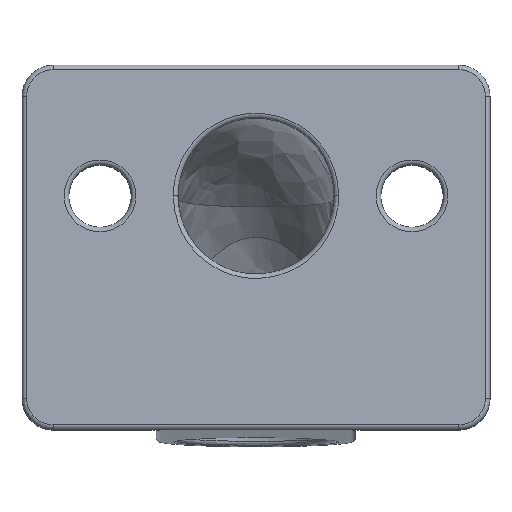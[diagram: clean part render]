
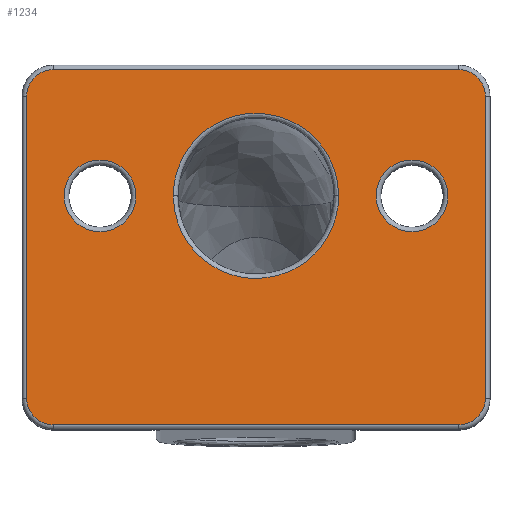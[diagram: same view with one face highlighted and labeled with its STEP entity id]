
A CAD part, left-side view. The second image highlights one B-rep face of the part: STEP entity #1234.
In plain terms, the highlighted face is planar.
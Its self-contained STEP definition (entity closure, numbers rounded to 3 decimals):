
#64=FACE_BOUND('',#270,.T.);
#65=FACE_BOUND('',#271,.T.);
#66=FACE_BOUND('',#272,.T.);
#70=LINE('',#2180,#118);
#71=LINE('',#2184,#119);
#72=LINE('',#2188,#120);
#73=LINE('',#2191,#121);
#118=VECTOR('',#1498,10.);
#119=VECTOR('',#1501,10.);
#120=VECTOR('',#1504,10.);
#121=VECTOR('',#1507,10.);
#166=PLANE('',#1335);
#182=FACE_OUTER_BOUND('',#269,.T.);
#269=EDGE_LOOP('',(#830,#831,#832,#833,#834,#835,#836,#837));
#270=EDGE_LOOP('',(#838));
#271=EDGE_LOOP('',(#839));
#272=EDGE_LOOP('',(#840,#841,#842));
#358=B_SPLINE_CURVE_WITH_KNOTS('',3,(#1881,#1882,#1883,#1884,#1885,#1886,
#1887),.UNSPECIFIED.,.F.,.F.,(4,1,1,1,4),(-1.665,-1.427,
-0.952,-0.476,0.),.UNSPECIFIED.);
#360=B_SPLINE_CURVE_WITH_KNOTS('',3,(#1943,#1944,#1945,#1946,#1947,#1948,
#1949,#1950,#1951),.UNSPECIFIED.,.F.,.F.,(4,1,1,1,1,1,4),(-1.665,
-1.427,-1.189,-0.713,-0.476,
-0.238,0.),.UNSPECIFIED.);
#362=B_SPLINE_CURVE_WITH_KNOTS('',3,(#1983,#1984,#1985,#1986),
 .UNSPECIFIED.,.F.,.F.,(4,4),(0.,0.),
 .UNSPECIFIED.);
#414=CIRCLE('',#1336,1.7);
#415=CIRCLE('',#1337,1.7);
#416=CIRCLE('',#1338,1.7);
#417=CIRCLE('',#1339,1.7);
#418=CIRCLE('',#1340,2.3);
#419=CIRCLE('',#1341,2.3);
#506=VERTEX_POINT('',#1878);
#507=VERTEX_POINT('',#1880);
#509=VERTEX_POINT('',#1942);
#514=VERTEX_POINT('',#2176);
#515=VERTEX_POINT('',#2177);
#516=VERTEX_POINT('',#2179);
#517=VERTEX_POINT('',#2181);
#518=VERTEX_POINT('',#2183);
#519=VERTEX_POINT('',#2185);
#520=VERTEX_POINT('',#2187);
#521=VERTEX_POINT('',#2189);
#522=VERTEX_POINT('',#2192);
#523=VERTEX_POINT('',#2194);
#616=EDGE_CURVE('',#506,#507,#358,.T.);
#619=EDGE_CURVE('',#507,#509,#360,.T.);
#622=EDGE_CURVE('',#509,#506,#362,.T.);
#629=EDGE_CURVE('',#514,#515,#414,.T.);
#630=EDGE_CURVE('',#516,#514,#70,.T.);
#631=EDGE_CURVE('',#517,#516,#415,.T.);
#632=EDGE_CURVE('',#518,#517,#71,.T.);
#633=EDGE_CURVE('',#519,#518,#416,.T.);
#634=EDGE_CURVE('',#520,#519,#72,.T.);
#635=EDGE_CURVE('',#521,#520,#417,.T.);
#636=EDGE_CURVE('',#515,#521,#73,.T.);
#637=EDGE_CURVE('',#522,#522,#418,.T.);
#638=EDGE_CURVE('',#523,#523,#419,.T.);
#830=ORIENTED_EDGE('',*,*,#629,.F.);
#831=ORIENTED_EDGE('',*,*,#630,.F.);
#832=ORIENTED_EDGE('',*,*,#631,.F.);
#833=ORIENTED_EDGE('',*,*,#632,.F.);
#834=ORIENTED_EDGE('',*,*,#633,.F.);
#835=ORIENTED_EDGE('',*,*,#634,.F.);
#836=ORIENTED_EDGE('',*,*,#635,.F.);
#837=ORIENTED_EDGE('',*,*,#636,.F.);
#838=ORIENTED_EDGE('',*,*,#637,.F.);
#839=ORIENTED_EDGE('',*,*,#638,.F.);
#840=ORIENTED_EDGE('',*,*,#616,.F.);
#841=ORIENTED_EDGE('',*,*,#622,.F.);
#842=ORIENTED_EDGE('',*,*,#619,.F.);
#1234=ADVANCED_FACE('',(#182,#64,#65,#66),#166,.T.);
#1335=AXIS2_PLACEMENT_3D('',#2175,#1494,#1495);
#1336=AXIS2_PLACEMENT_3D('',#2178,#1496,#1497);
#1337=AXIS2_PLACEMENT_3D('',#2182,#1499,#1500);
#1338=AXIS2_PLACEMENT_3D('',#2186,#1502,#1503);
#1339=AXIS2_PLACEMENT_3D('',#2190,#1505,#1506);
#1340=AXIS2_PLACEMENT_3D('',#2193,#1508,#1509);
#1341=AXIS2_PLACEMENT_3D('',#2195,#1510,#1511);
#1494=DIRECTION('center_axis',(0.,-1.,0.));
#1495=DIRECTION('ref_axis',(1.,0.,0.));
#1496=DIRECTION('center_axis',(0.,1.,0.));
#1497=DIRECTION('ref_axis',(-0.707,0.,0.707));
#1498=DIRECTION('',(0.,0.,1.));
#1499=DIRECTION('center_axis',(0.,1.,0.));
#1500=DIRECTION('ref_axis',(-0.707,0.,-0.707));
#1501=DIRECTION('',(-1.,0.,0.));
#1502=DIRECTION('center_axis',(0.,1.,0.));
#1503=DIRECTION('ref_axis',(0.707,0.,-0.707));
#1504=DIRECTION('',(0.,0.,-1.));
#1505=DIRECTION('center_axis',(0.,1.,0.));
#1506=DIRECTION('ref_axis',(0.707,0.,0.707));
#1507=DIRECTION('',(1.,0.,0.));
#1508=DIRECTION('center_axis',(0.,-1.,0.));
#1509=DIRECTION('ref_axis',(1.,0.,0.));
#1510=DIRECTION('center_axis',(0.,-1.,0.));
#1511=DIRECTION('ref_axis',(1.,0.,0.));
#1878=CARTESIAN_POINT('',(5.3,0.,0.002));
#1880=CARTESIAN_POINT('',(-5.3,0.,0.));
#1881=CARTESIAN_POINT('Ctrl Pts',(5.3,0.,0.002));
#1882=CARTESIAN_POINT('Ctrl Pts',(5.3,0.,0.795));
#1883=CARTESIAN_POINT('Ctrl Pts',(4.775,0.,
3.184));
#1884=CARTESIAN_POINT('Ctrl Pts',(1.353,0.,
5.919));
#1885=CARTESIAN_POINT('Ctrl Pts',(-3.786,0.,
4.742));
#1886=CARTESIAN_POINT('Ctrl Pts',(-5.301,0.,
1.586));
#1887=CARTESIAN_POINT('Ctrl Pts',(-5.3,0.,
0.));
#1942=CARTESIAN_POINT('',(5.3,0.,0.));
#1943=CARTESIAN_POINT('Ctrl Pts',(-5.3,0.,
0.));
#1944=CARTESIAN_POINT('Ctrl Pts',(-5.3,0.,
-0.793));
#1945=CARTESIAN_POINT('Ctrl Pts',(-4.936,0.,
-2.371));
#1946=CARTESIAN_POINT('Ctrl Pts',(-2.914,0.,
-4.938));
#1947=CARTESIAN_POINT('Ctrl Pts',(0.483,0.,
-5.712));
#1948=CARTESIAN_POINT('Ctrl Pts',(3.418,0.,
-4.279));
#1949=CARTESIAN_POINT('Ctrl Pts',(4.937,0.,
-2.381));
#1950=CARTESIAN_POINT('Ctrl Pts',(5.3,0.,
-0.793));
#1951=CARTESIAN_POINT('Ctrl Pts',(5.3,0.,
0.));
#1983=CARTESIAN_POINT('Ctrl Pts',(5.3,0.,
0.));
#1984=CARTESIAN_POINT('Ctrl Pts',(5.3,0.,
0.001));
#1985=CARTESIAN_POINT('Ctrl Pts',(5.3,0.,0.001));
#1986=CARTESIAN_POINT('Ctrl Pts',(5.3,0.,0.002));
#2175=CARTESIAN_POINT('Origin',(0.,0.,7.5));
#2176=CARTESIAN_POINT('',(-14.7,0.,13.));
#2177=CARTESIAN_POINT('',(-13.,0.,14.7));
#2178=CARTESIAN_POINT('Origin',(-13.,0.,13.));
#2179=CARTESIAN_POINT('',(-14.7,0.,-6.4));
#2180=CARTESIAN_POINT('',(-14.7,0.,0.55));
#2181=CARTESIAN_POINT('',(-13.,0.,-8.1));
#2182=CARTESIAN_POINT('Origin',(-13.,0.,-6.4));
#2183=CARTESIAN_POINT('',(13.,0.,-8.1));
#2184=CARTESIAN_POINT('',(7.5,0.,-8.1));
#2185=CARTESIAN_POINT('',(14.7,0.,-6.4));
#2186=CARTESIAN_POINT('Origin',(13.,0.,-6.4));
#2187=CARTESIAN_POINT('',(14.7,0.,13.));
#2188=CARTESIAN_POINT('',(14.7,0.,11.25));
#2189=CARTESIAN_POINT('',(13.,0.,14.7));
#2190=CARTESIAN_POINT('Origin',(13.,0.,13.));
#2191=CARTESIAN_POINT('',(-3.2,0.,14.7));
#2192=CARTESIAN_POINT('',(10.,0.,-2.3));
#2193=CARTESIAN_POINT('Origin',(10.,0.,0.));
#2194=CARTESIAN_POINT('',(-10.,0.,-2.3));
#2195=CARTESIAN_POINT('Origin',(-10.,0.,0.));
